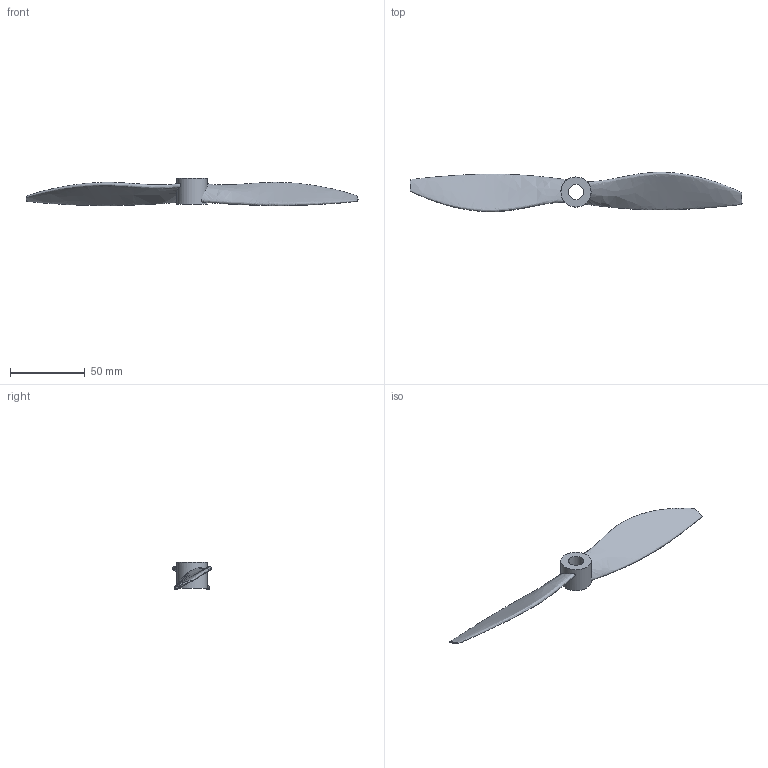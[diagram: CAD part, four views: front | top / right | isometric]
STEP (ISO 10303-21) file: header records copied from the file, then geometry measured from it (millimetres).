
FILE_DESCRIPTION(/* description */ (''),/* implementation_level */ '2;1');
FILE_NAME(/* name */ 'Propeller v1 v5.step',/* time_stamp */ '2021-11-10T14:49:49+05:00',/* author */ (''),/* organization */ (''),/* preprocessor_version */ 'ST-DEVELOPER v18.1',/* originating_system */ 'Autodesk Translation Framework v10.10.0.1391',/* authorisation */ '');
FILE_SCHEMA (('AUTOMOTIVE_DESIGN { 1 0 10303 214 3 1 1 }'));
Length unit declared in the file: millimetre
Products named in the file (1): Propeller v1
Bounding box: 221.76 x 26.36 x 18.23 mm (x, y, z)
Volume: 16242 mm3; surface area: 11895.3 mm2
Topology: 1 solids, 1 shells, 8 faces, 15 edges, 10 vertices
Faces by surface type: plane 4, cylinder 2, bspline 2
Full cylindrical faces by diameter (mm): 10.197 x1, 20.16 x1
Entity records: 1340 total; most frequent: CARTESIAN_POINT 1149, ORIENTED_EDGE 30, DIRECTION 25, EDGE_CURVE 15, EDGE_LOOP 11, AXIS2_PLACEMENT_3D 11, VERTEX_POINT 10, B_SPLINE_CURVE_WITH_KNOTS 8
